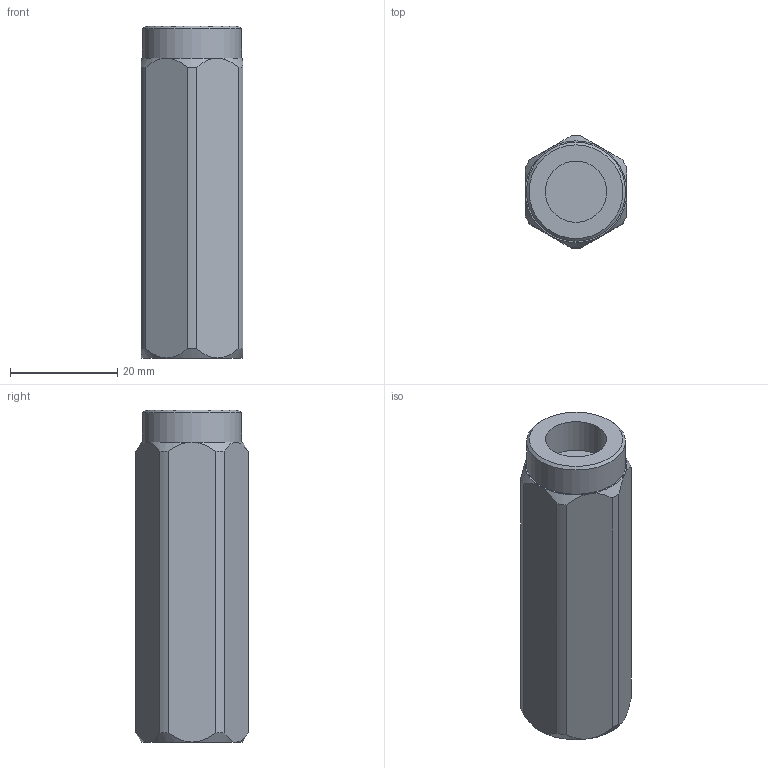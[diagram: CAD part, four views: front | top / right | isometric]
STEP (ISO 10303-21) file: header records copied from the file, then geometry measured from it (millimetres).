
FILE_DESCRIPTION(/* description */ ('Unknown'),/* implementation_level */ '2;1');
FILE_NAME(/* name */ 'V0590',/* time_stamp */ '2017-07-04T09:17:56+02:00',/* author */ ('Unknown'),/* organization */ ('Unknown'),/* preprocessor_version */ 'ST-DEVELOPER v16.7',/* originating_system */ 'DEX',/* authorisation */ $);
FILE_SCHEMA (('AUTOMOTIVE_DESIGN {1 0 10303 214 3 1 1}'));
Length unit declared in the file: millimetre
Products named in the file (1): V0590
Bounding box: 19 x 20.99 x 62 mm (x, y, z)
Volume: 17760.3 mm3; surface area: 4914.3 mm2
Topology: 1 solids, 1 shells, 33 faces, 71 edges, 43 vertices
Faces by surface type: cone 13, plane 11, cylinder 9
Full cylindrical faces by diameter (mm): 11.445 x2, 18.5 x1
Entity records: 878 total; most frequent: CARTESIAN_POINT 192, DIRECTION 142, ORIENTED_EDGE 134, EDGE_CURVE 67, AXIS2_PLACEMENT_3D 65, VERTEX_POINT 43, EDGE_LOOP 40, FACE_BOUND 40
